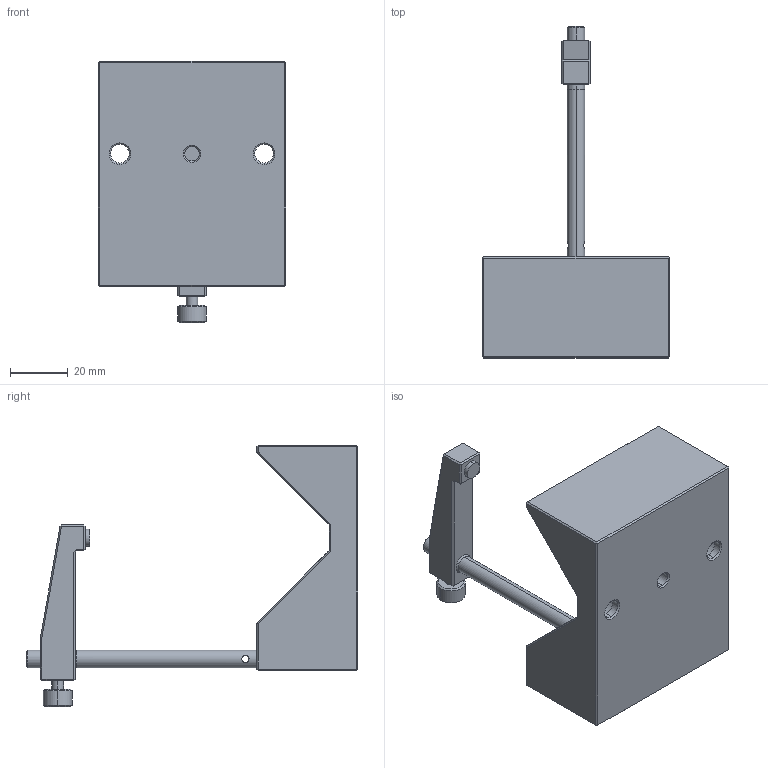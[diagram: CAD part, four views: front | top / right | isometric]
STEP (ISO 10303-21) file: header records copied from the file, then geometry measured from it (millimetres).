
FILE_DESCRIPTION (( 'STEP AP203' ), '1' );
FILE_NAME ('GCM-060204M三维外形图.STEP', '2016-12-30T00:27:02', ( '' ), ( '' ), 'SwSTEP 2.0', 'SolidWorks 2015', '' );
FILE_SCHEMA (( 'CONFIG_CONTROL_DESIGN' ));
Length unit declared in the file: millimetre
Products named in the file (2): GCM-060204M三维外形图
Bounding box: 65 x 115 x 90.5 mm (x, y, z)
Volume: 127814.4 mm3; surface area: 24322.5 mm2
Topology: 1 solids, 1 shells, 137 faces, 297 edges, 162 vertices
Faces by surface type: plane 87, cylinder 28, cone 22
Entity records: 3780 total; most frequent: CARTESIAN_POINT 698, DIRECTION 621, ORIENTED_EDGE 578, EDGE_CURVE 289, VECTOR 211, LINE 211, AXIS2_PLACEMENT_3D 205, VERTEX_POINT 162
